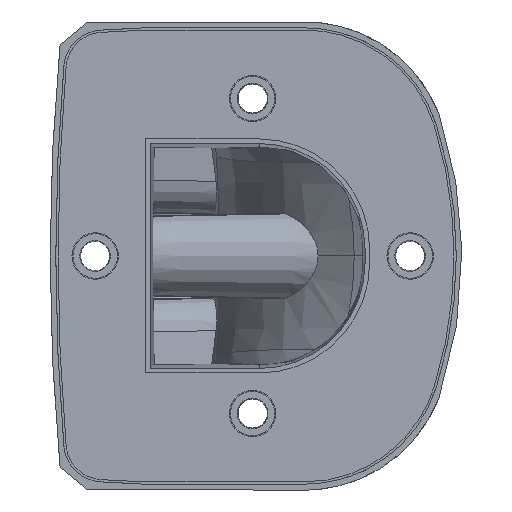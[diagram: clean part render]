
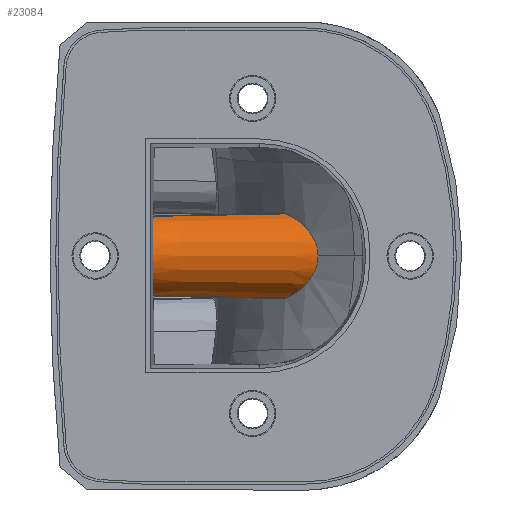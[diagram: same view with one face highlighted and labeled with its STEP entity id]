
A CAD part, left-side view. The second image highlights one B-rep face of the part: STEP entity #23084.
In plain terms, the highlighted conical face has half-angle 1.5 degrees and reference radius 9 mm.
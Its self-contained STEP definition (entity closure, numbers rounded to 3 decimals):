
#248 = CARTESIAN_POINT ( 'NONE',  ( 30.521, -38.841, 3.251 ) ) ;
#391 = CARTESIAN_POINT ( 'NONE',  ( 29.98, -39.51, 0.624 ) ) ;
#529 = VERTEX_POINT ( 'NONE', #9832 ) ;
#537 = EDGE_CURVE ( 'NONE', #12204, #16511, #10394, .T. ) ;
#591 = B_SPLINE_CURVE_WITH_KNOTS ( 'NONE', 3,
 ( #16842, #3683, #21419, #3819, #25716, #8395, #25855, #12845, #21563, #17282, #11114, #19845, #2111, #248, #7489, #17843, #8963, #22655, #17700, #391, #26572, #9633 ),
 .UNSPECIFIED., .F., .F.,
 ( 4, 2, 2, 2, 2, 2, 2, 2, 2, 2, 4 ),
 ( 0., 0.004, 0.006, 0.007, 0.008, 0.009, 0.011, 0.012, 0.013, 0.014, 0.015 ),
 .UNSPECIFIED. ) ;
#1321 = VERTEX_POINT ( 'NONE', #10435 ) ;
#1826 = CARTESIAN_POINT ( 'NONE',  ( 31.068, -38.184, -4.527 ) ) ;
#1871 = EDGE_LOOP ( 'NONE', ( #7041, #28186, #28040, #3478, #7035 ) ) ;
#2111 = CARTESIAN_POINT ( 'NONE',  ( 30.827, -38.471, 4.04 ) ) ;
#2375 = EDGE_CURVE ( 'NONE', #5366, #529, #12718, .T. ) ;
#2990 = B_SPLINE_CURVE_WITH_KNOTS ( 'NONE', 3,
 ( #12734, #28045, #6294, #21037 ),
 .UNSPECIFIED., .F., .F.,
 ( 4, 4 ),
 ( 0., 0.029 ),
 .UNSPECIFIED. ) ;
#3478 = ORIENTED_EDGE ( 'NONE', *, *, #12788, .F. ) ;
#3683 = CARTESIAN_POINT ( 'NONE',  ( 36.033, -33.009, 9.081 ) ) ;
#3819 = CARTESIAN_POINT ( 'NONE',  ( 34.001, -34.977, 7.91 ) ) ;
#5366 = VERTEX_POINT ( 'NONE', #7837 ) ;
#5686 = CARTESIAN_POINT ( 'NONE',  ( 30.083, -39.381, -1.537 ) ) ;
#5694 = FACE_OUTER_BOUND ( 'NONE', #1871, .T. ) ;
#5830 = DIRECTION ( 'NONE',  ( 0., -1., 0. ) ) ;
#6014 = EDGE_CURVE ( 'NONE', #1321, #12204, #2990, .T. ) ;
#6294 = CARTESIAN_POINT ( 'NONE',  ( 37.482, -12.659, 8.989 ) ) ;
#7035 = ORIENTED_EDGE ( 'NONE', *, *, #6014, .T. ) ;
#7041 = ORIENTED_EDGE ( 'NONE', *, *, #537, .T. ) ;
#7270 = CARTESIAN_POINT ( 'NONE',  ( 37.808, -2.881, 8.807 ) ) ;
#7489 = CARTESIAN_POINT ( 'NONE',  ( 30.428, -38.955, 2.977 ) ) ;
#7561 = DIRECTION ( 'NONE',  ( 0., 0., 1. ) ) ;
#7837 = CARTESIAN_POINT ( 'NONE',  ( 36.943, -32.217, -9.357 ) ) ;
#7967 = CARTESIAN_POINT ( 'NONE',  ( 31.62, -37.544, -5.432 ) ) ;
#8395 = CARTESIAN_POINT ( 'NONE',  ( 32.894, -36.131, 6.976 ) ) ;
#8576 = CARTESIAN_POINT ( 'NONE',  ( 37.808, -2.881, 8.807 ) ) ;
#8963 = CARTESIAN_POINT ( 'NONE',  ( 30.196, -39.241, 2.125 ) ) ;
#9311 = CARTESIAN_POINT ( 'NONE',  ( 37.482, -12.659, -8.989 ) ) ;
#9448 = EDGE_CURVE ( 'NONE', #5366, #16511, #13467, .T. ) ;
#9633 = CARTESIAN_POINT ( 'NONE',  ( 29.965, -39.528, 0. ) ) ;
#9832 = CARTESIAN_POINT ( 'NONE',  ( 29.965, -39.528, 0. ) ) ;
#9982 = CARTESIAN_POINT ( 'NONE',  ( 30.521, -38.841, -3.251 ) ) ;
#10258 = CARTESIAN_POINT ( 'NONE',  ( 34.001, -34.977, -7.91 ) ) ;
#10394 =( BOUNDED_CURVE ( )  B_SPLINE_CURVE ( 3, ( #7270, #16006, #27012, #18008 ),
 .UNSPECIFIED., .F., .T. ) 
 B_SPLINE_CURVE_WITH_KNOTS ( ( 4, 4 ),
 ( 1.815, 4.468 ),
 .UNSPECIFIED. ) 
 CURVE ( )  GEOMETRIC_REPRESENTATION_ITEM ( )  RATIONAL_B_SPLINE_CURVE ( ( 1., 0.495, 0.495, 1. ) ) 
 REPRESENTATION_ITEM ( '' )  );
#10404 = CARTESIAN_POINT ( 'NONE',  ( 31.918, -37.206, -5.851 ) ) ;
#10435 = CARTESIAN_POINT ( 'NONE',  ( 36.943, -32.217, 9.357 ) ) ;
#10549 = CARTESIAN_POINT ( 'NONE',  ( 30.428, -38.955, -2.977 ) ) ;
#11114 = CARTESIAN_POINT ( 'NONE',  ( 31.477, -37.709, 5.213 ) ) ;
#12204 = VERTEX_POINT ( 'NONE', #8576 ) ;
#12718 = B_SPLINE_CURVE_WITH_KNOTS ( 'NONE', 3,
 ( #21138, #25292, #16568, #10258, #25717, #28006, #18983, #23141, #10404, #7967, #21420, #1826, #25427, #9982, #10549, #17135, #23565, #5686, #25856, #19131, #12846, #27860 ),
 .UNSPECIFIED., .F., .F.,
 ( 4, 2, 2, 2, 2, 2, 2, 2, 2, 2, 4 ),
 ( 0., 0.004, 0.006, 0.007, 0.008, 0.009, 0.011, 0.012, 0.013, 0.014, 0.015 ),
 .UNSPECIFIED. ) ;
#12734 = CARTESIAN_POINT ( 'NONE',  ( 36.943, -32.217, 9.357 ) ) ;
#12788 = EDGE_CURVE ( 'NONE', #1321, #529, #591, .T. ) ;
#12845 = CARTESIAN_POINT ( 'NONE',  ( 32.073, -37.032, 6.051 ) ) ;
#12846 = CARTESIAN_POINT ( 'NONE',  ( 29.965, -39.529, -0.312 ) ) ;
#13333 = CARTESIAN_POINT ( 'NONE',  ( 37.808, -2.881, -8.807 ) ) ;
#13467 = B_SPLINE_CURVE_WITH_KNOTS ( 'NONE', 3,
 ( #13752, #26345, #9311, #13333 ),
 .UNSPECIFIED., .F., .F.,
 ( 4, 4 ),
 ( 0., 0.029 ),
 .UNSPECIFIED. ) ;
#13752 = CARTESIAN_POINT ( 'NONE',  ( 36.943, -32.217, -9.357 ) ) ;
#16006 = CARTESIAN_POINT ( 'NONE',  ( 26.291, -2.68, 5.935 ) ) ;
#16511 = VERTEX_POINT ( 'NONE', #28142 ) ;
#16568 = CARTESIAN_POINT ( 'NONE',  ( 35.187, -33.801, -8.686 ) ) ;
#16842 = CARTESIAN_POINT ( 'NONE',  ( 36.943, -32.217, 9.357 ) ) ;
#17135 = CARTESIAN_POINT ( 'NONE',  ( 30.265, -39.155, -2.413 ) ) ;
#17282 = CARTESIAN_POINT ( 'NONE',  ( 31.62, -37.544, 5.432 ) ) ;
#17700 = CARTESIAN_POINT ( 'NONE',  ( 30.039, -39.436, 1.237 ) ) ;
#17843 = CARTESIAN_POINT ( 'NONE',  ( 30.265, -39.155, 2.413 ) ) ;
#18008 = CARTESIAN_POINT ( 'NONE',  ( 37.808, -2.881, -8.807 ) ) ;
#18983 = CARTESIAN_POINT ( 'NONE',  ( 32.553, -36.5, -6.626 ) ) ;
#19083 = CONICAL_SURFACE ( 'NONE', #20459, 9., 0.026 ) ;
#19131 = CARTESIAN_POINT ( 'NONE',  ( 29.98, -39.51, -0.624 ) ) ;
#19845 = CARTESIAN_POINT ( 'NONE',  ( 31.068, -38.184, 4.527 ) ) ;
#20459 = AXIS2_PLACEMENT_3D ( 'NONE', #21145, #5830, #7561 ) ;
#21037 = CARTESIAN_POINT ( 'NONE',  ( 37.808, -2.881, 8.807 ) ) ;
#21138 = CARTESIAN_POINT ( 'NONE',  ( 36.943, -32.217, -9.357 ) ) ;
#21145 = CARTESIAN_POINT ( 'NONE',  ( 40., 0., 0. ) ) ;
#21419 = CARTESIAN_POINT ( 'NONE',  ( 35.187, -33.801, 8.686 ) ) ;
#21420 = CARTESIAN_POINT ( 'NONE',  ( 31.477, -37.709, -5.213 ) ) ;
#21563 = CARTESIAN_POINT ( 'NONE',  ( 31.918, -37.206, 5.851 ) ) ;
#22655 = CARTESIAN_POINT ( 'NONE',  ( 30.083, -39.381, 1.537 ) ) ;
#23084 = ADVANCED_FACE ( 'NONE', ( #5694 ), #19083, .T. ) ;
#23141 = CARTESIAN_POINT ( 'NONE',  ( 32.073, -37.032, -6.051 ) ) ;
#23565 = CARTESIAN_POINT ( 'NONE',  ( 30.196, -39.241, -2.125 ) ) ;
#25292 = CARTESIAN_POINT ( 'NONE',  ( 36.033, -33.009, -9.081 ) ) ;
#25427 = CARTESIAN_POINT ( 'NONE',  ( 30.827, -38.471, -4.04 ) ) ;
#25716 = CARTESIAN_POINT ( 'NONE',  ( 33.618, -35.369, 7.618 ) ) ;
#25717 = CARTESIAN_POINT ( 'NONE',  ( 33.618, -35.369, -7.618 ) ) ;
#25855 = CARTESIAN_POINT ( 'NONE',  ( 32.553, -36.5, 6.626 ) ) ;
#25856 = CARTESIAN_POINT ( 'NONE',  ( 30.039, -39.436, -1.237 ) ) ;
#26345 = CARTESIAN_POINT ( 'NONE',  ( 37.205, -22.438, -9.173 ) ) ;
#26572 = CARTESIAN_POINT ( 'NONE',  ( 29.965, -39.529, 0.312 ) ) ;
#27012 = CARTESIAN_POINT ( 'NONE',  ( 26.291, -2.68, -5.935 ) ) ;
#27860 = CARTESIAN_POINT ( 'NONE',  ( 29.965, -39.528, 0. ) ) ;
#28006 = CARTESIAN_POINT ( 'NONE',  ( 32.894, -36.131, -6.976 ) ) ;
#28040 = ORIENTED_EDGE ( 'NONE', *, *, #2375, .T. ) ;
#28045 = CARTESIAN_POINT ( 'NONE',  ( 37.205, -22.438, 9.173 ) ) ;
#28142 = CARTESIAN_POINT ( 'NONE',  ( 37.808, -2.881, -8.807 ) ) ;
#28186 = ORIENTED_EDGE ( 'NONE', *, *, #9448, .F. ) ;
